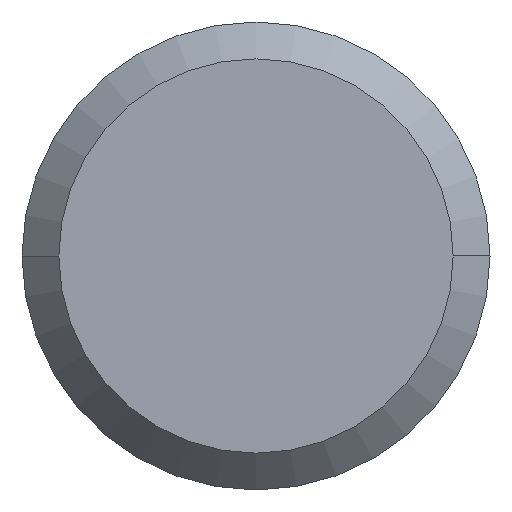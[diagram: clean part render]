
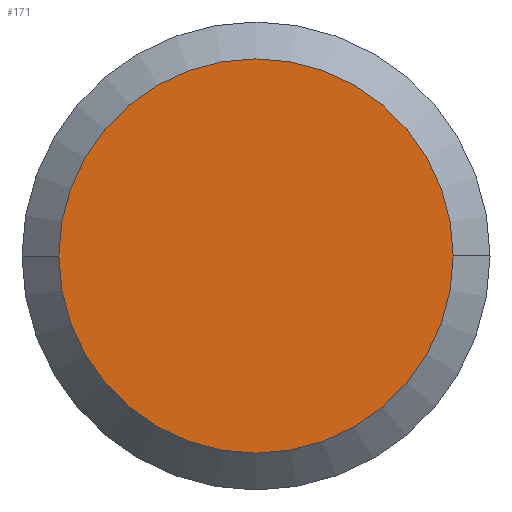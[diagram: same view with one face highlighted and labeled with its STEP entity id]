
A CAD part, left-side view. The second image highlights one B-rep face of the part: STEP entity #171.
In plain terms, the highlighted planar face has unit normal (-1, 0, 0).
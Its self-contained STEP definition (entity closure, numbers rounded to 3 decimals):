
#7 = EDGE_CURVE ( 'NONE', #333, #175, #361, .T. ) ;
#48 = AXIS2_PLACEMENT_3D ( 'NONE', #357, #255, #92 ) ;
#81 = AXIS2_PLACEMENT_3D ( 'NONE', #106, #138, #326 ) ;
#92 = DIRECTION ( 'NONE',  ( 0., 1., 0. ) ) ;
#106 = CARTESIAN_POINT ( 'NONE',  ( -43.45, 0., 0. ) ) ;
#136 = CIRCLE ( 'NONE', #48, 2.675 ) ;
#138 = DIRECTION ( 'NONE',  ( -1., 0., 0. ) ) ;
#153 = AXIS2_PLACEMENT_3D ( 'NONE', #314, #154, #342 ) ;
#154 = DIRECTION ( 'NONE',  ( 1., 0., 0. ) ) ;
#171 = ADVANCED_FACE ( 'NONE', ( #200 ), #243, .T. ) ;
#175 = VERTEX_POINT ( 'NONE', #274 ) ;
#183 = CARTESIAN_POINT ( 'NONE',  ( -43.45, -2.675, 0. ) ) ;
#197 = EDGE_LOOP ( 'NONE', ( #358, #248 ) ) ;
#200 = FACE_OUTER_BOUND ( 'NONE', #197, .T. ) ;
#223 = EDGE_CURVE ( 'NONE', #175, #333, #136, .T. ) ;
#243 = PLANE ( 'NONE',  #81 ) ;
#248 = ORIENTED_EDGE ( 'NONE', *, *, #7, .F. ) ;
#255 = DIRECTION ( 'NONE',  ( 1., 0., 0. ) ) ;
#274 = CARTESIAN_POINT ( 'NONE',  ( -43.45, 2.675, 0. ) ) ;
#314 = CARTESIAN_POINT ( 'NONE',  ( -43.45, 0., 0. ) ) ;
#326 = DIRECTION ( 'NONE',  ( 0., -1., 0. ) ) ;
#333 = VERTEX_POINT ( 'NONE', #183 ) ;
#342 = DIRECTION ( 'NONE',  ( 0., 1., 0. ) ) ;
#357 = CARTESIAN_POINT ( 'NONE',  ( -43.45, 0., 0. ) ) ;
#358 = ORIENTED_EDGE ( 'NONE', *, *, #223, .F. ) ;
#361 = CIRCLE ( 'NONE', #153, 2.675 ) ;
